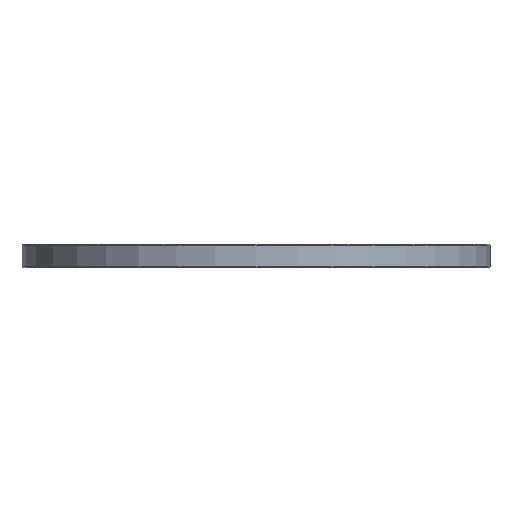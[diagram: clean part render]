
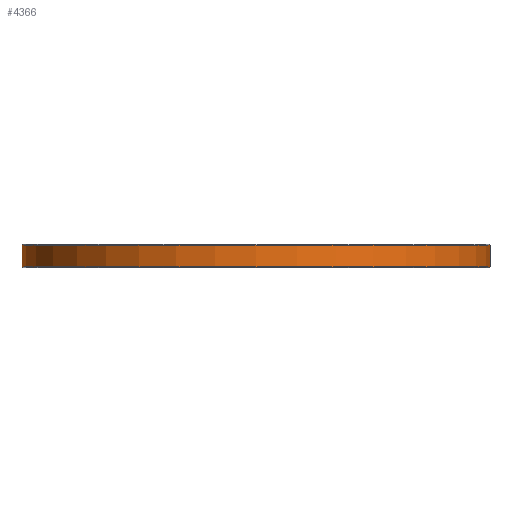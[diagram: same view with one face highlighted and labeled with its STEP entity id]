
A CAD part, front view. The second image highlights one B-rep face of the part: STEP entity #4366.
In plain terms, the highlighted cylindrical face has radius 250.19 mm (diameter 500.38 mm), a partial arc.
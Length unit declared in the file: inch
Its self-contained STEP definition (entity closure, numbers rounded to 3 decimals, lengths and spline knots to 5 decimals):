
#438 = DIRECTION ( 'NONE',  ( -1., 0., 0. ) ) ;
#681 = LINE ( 'NONE', #850, #3353 ) ;
#808 = DIRECTION ( 'NONE',  ( 0., 0., -1. ) ) ;
#850 = CARTESIAN_POINT ( 'NONE',  ( -9.85, 0., 0.98425 ) ) ;
#879 = ORIENTED_EDGE ( 'NONE', *, *, #5638, .F. ) ;
#1016 = EDGE_CURVE ( 'NONE', #6277, #8850, #10436, .T. ) ;
#1321 = FACE_OUTER_BOUND ( 'NONE', #2923, .T. ) ;
#2469 = VECTOR ( 'NONE', #10879, 39.37008 ) ;
#2923 = EDGE_LOOP ( 'NONE', ( #879, #11085, #8018, #10643 ) ) ;
#3003 = EDGE_CURVE ( 'NONE', #7902, #10767, #6102, .T. ) ;
#3030 = AXIS2_PLACEMENT_3D ( 'NONE', #11213, #11102, #6582 ) ;
#3164 = CYLINDRICAL_SURFACE ( 'NONE', #8740, 9.85 ) ;
#3353 = VECTOR ( 'NONE', #8199, 39.37008 ) ;
#4331 = CARTESIAN_POINT ( 'NONE',  ( 9.85, 0., 0.98425 ) ) ;
#4366 = ADVANCED_FACE ( 'NONE', ( #1321 ), #3164, .T. ) ;
#4597 = CARTESIAN_POINT ( 'NONE',  ( 0., 0., 0.94488 ) ) ;
#4743 = EDGE_CURVE ( 'NONE', #8850, #7902, #681, .T. ) ;
#5041 = DIRECTION ( 'NONE',  ( 0., 0., -1. ) ) ;
#5201 = AXIS2_PLACEMENT_3D ( 'NONE', #4597, #808, #7296 ) ;
#5228 = LINE ( 'NONE', #4331, #2469 ) ;
#5638 = EDGE_CURVE ( 'NONE', #6277, #10767, #5228, .T. ) ;
#6102 = CIRCLE ( 'NONE', #3030, 9.85 ) ;
#6277 = VERTEX_POINT ( 'NONE', #8871 ) ;
#6582 = DIRECTION ( 'NONE',  ( 1., 0., 0. ) ) ;
#7296 = DIRECTION ( 'NONE',  ( 1., 0., 0. ) ) ;
#7902 = VERTEX_POINT ( 'NONE', #11290 ) ;
#8018 = ORIENTED_EDGE ( 'NONE', *, *, #4743, .T. ) ;
#8199 = DIRECTION ( 'NONE',  ( 0., 0., -1. ) ) ;
#8638 = CARTESIAN_POINT ( 'NONE',  ( 9.85, 0., 0.03937 ) ) ;
#8740 = AXIS2_PLACEMENT_3D ( 'NONE', #11541, #5041, #438 ) ;
#8850 = VERTEX_POINT ( 'NONE', #11319 ) ;
#8871 = CARTESIAN_POINT ( 'NONE',  ( 9.85, 0., 0.94488 ) ) ;
#10436 = CIRCLE ( 'NONE', #5201, 9.85 ) ;
#10643 = ORIENTED_EDGE ( 'NONE', *, *, #3003, .T. ) ;
#10767 = VERTEX_POINT ( 'NONE', #8638 ) ;
#10879 = DIRECTION ( 'NONE',  ( 0., 0., -1. ) ) ;
#11085 = ORIENTED_EDGE ( 'NONE', *, *, #1016, .T. ) ;
#11102 = DIRECTION ( 'NONE',  ( 0., 0., 1. ) ) ;
#11213 = CARTESIAN_POINT ( 'NONE',  ( 0., 0., 0.03937 ) ) ;
#11290 = CARTESIAN_POINT ( 'NONE',  ( -9.85, 0., 0.03937 ) ) ;
#11319 = CARTESIAN_POINT ( 'NONE',  ( -9.85, 0., 0.94488 ) ) ;
#11541 = CARTESIAN_POINT ( 'NONE',  ( 0., 0., 0.98425 ) ) ;
